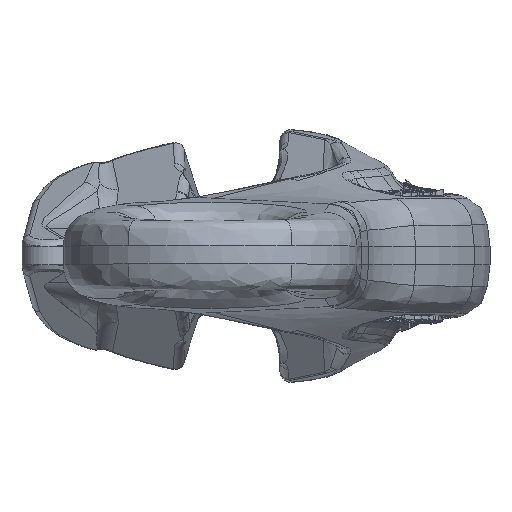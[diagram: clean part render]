
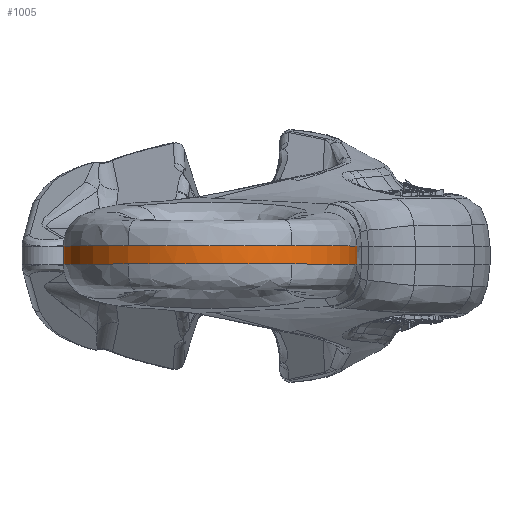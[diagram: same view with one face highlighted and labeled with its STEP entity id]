
A CAD part, top view. The second image highlights one B-rep face of the part: STEP entity #1005.
In plain terms, the highlighted cylindrical face has radius 19.634 mm (diameter 39.269 mm), a partial arc.
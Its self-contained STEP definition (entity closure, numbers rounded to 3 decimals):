
#92=CYLINDRICAL_SURFACE('',#11306,19.634);
#1005=ADVANCED_FACE('',(#1751),#92,.T.);
#1751=FACE_OUTER_BOUND('',#2397,.T.);
#2397=EDGE_LOOP('',(#4976,#4977,#4978,#4979,#4980,#4981,#4982,#4983));
#3419=B_SPLINE_CURVE_WITH_KNOTS('',3,(#20474,#20475,#20476,#20477,#20478,
#20479),.UNSPECIFIED.,.F.,.F.,(4,2,4),(0.,0.5,1.),.UNSPECIFIED.);
#3420=B_SPLINE_CURVE_WITH_KNOTS('',3,(#20482,#20483,#20484,#20485,#20486,
#20487),.UNSPECIFIED.,.F.,.F.,(4,2,4),(0.,0.5,1.),.UNSPECIFIED.);
#3421=B_SPLINE_CURVE_WITH_KNOTS('',3,(#20489,#20490,#20491,#20492,#20493,
#20494),.UNSPECIFIED.,.F.,.F.,(4,2,4),(0.,0.5,1.),.UNSPECIFIED.);
#3422=B_SPLINE_CURVE_WITH_KNOTS('',3,(#20498,#20499,#20500,#20501,#20502,
#20503,#20504),.UNSPECIFIED.,.F.,.F.,(4,1,1,1,4),(0.,0.25,0.5,0.75,1.),
 .UNSPECIFIED.);
#3423=B_SPLINE_CURVE_WITH_KNOTS('',3,(#20506,#20507,#20508,#20509,#20510,
#20511,#20512),.UNSPECIFIED.,.F.,.F.,(4,1,1,1,4),(0.,0.25,0.5,0.75,1.),
 .UNSPECIFIED.);
#3424=B_SPLINE_CURVE_WITH_KNOTS('',3,(#20514,#20515,#20516,#20517,#20518,
#20519,#20520),.UNSPECIFIED.,.F.,.F.,(4,1,1,1,4),(0.,0.25,0.5,0.75,1.),
 .UNSPECIFIED.);
#4976=ORIENTED_EDGE('',*,*,#9227,.T.);
#4977=ORIENTED_EDGE('',*,*,#9228,.T.);
#4978=ORIENTED_EDGE('',*,*,#9229,.T.);
#4979=ORIENTED_EDGE('',*,*,#9230,.T.);
#4980=ORIENTED_EDGE('',*,*,#9231,.F.);
#4981=ORIENTED_EDGE('',*,*,#9232,.F.);
#4982=ORIENTED_EDGE('',*,*,#9233,.F.);
#4983=ORIENTED_EDGE('',*,*,#9234,.F.);
#8024=VERTEX_POINT('',#20480);
#8025=VERTEX_POINT('',#20481);
#8026=VERTEX_POINT('',#20488);
#8027=VERTEX_POINT('',#20495);
#8028=VERTEX_POINT('',#20497);
#8029=VERTEX_POINT('',#20505);
#8030=VERTEX_POINT('',#20513);
#8031=VERTEX_POINT('',#20521);
#9227=EDGE_CURVE('',#8024,#8025,#3419,.T.);
#9228=EDGE_CURVE('',#8025,#8026,#3420,.T.);
#9229=EDGE_CURVE('',#8026,#8027,#3421,.T.);
#9230=EDGE_CURVE('',#8027,#8028,#10383,.T.);
#9231=EDGE_CURVE('',#8029,#8028,#3422,.T.);
#9232=EDGE_CURVE('',#8030,#8029,#3423,.T.);
#9233=EDGE_CURVE('',#8031,#8030,#3424,.T.);
#9234=EDGE_CURVE('',#8024,#8031,#10384,.T.);
#10383=LINE('',#20496,#10769);
#10384=LINE('',#20522,#10770);
#10769=VECTOR('',#12143,1.);
#10770=VECTOR('',#12144,1.);
#11306=AXIS2_PLACEMENT_3D('',#20523,#12145,#12146);
#12143=DIRECTION('',(0.,1.,0.));
#12144=DIRECTION('',(0.,1.,0.));
#12145=DIRECTION('',(0.,1.,0.));
#12146=DIRECTION('',(-1.,0.,0.));
#20474=CARTESIAN_POINT('',(-19.634,-1.212,-8.726));
#20475=CARTESIAN_POINT('',(-19.634,-1.212,-5.522));
#20476=CARTESIAN_POINT('',(-18.835,-1.212,-2.321));
#20477=CARTESIAN_POINT('',(-15.821,-1.212,3.335));
#20478=CARTESIAN_POINT('',(-13.609,-1.212,5.785));
#20479=CARTESIAN_POINT('',(-10.949,-1.212,7.572));
#20480=CARTESIAN_POINT('',(-19.634,-1.212,-8.726));
#20481=CARTESIAN_POINT('',(-10.949,-1.209,7.571));
#20482=CARTESIAN_POINT('',(-10.95,-1.206,7.571));
#20483=CARTESIAN_POINT('',(-7.736,-1.206,9.73));
#20484=CARTESIAN_POINT('',(-3.872,-1.206,10.908));
#20485=CARTESIAN_POINT('',(3.872,-1.206,10.908));
#20486=CARTESIAN_POINT('',(7.736,-1.206,9.73));
#20487=CARTESIAN_POINT('',(10.95,-1.206,7.571));
#20488=CARTESIAN_POINT('',(10.949,-1.209,7.571));
#20489=CARTESIAN_POINT('',(10.949,-1.212,7.572));
#20490=CARTESIAN_POINT('',(13.609,-1.212,5.785));
#20491=CARTESIAN_POINT('',(15.821,-1.212,3.335));
#20492=CARTESIAN_POINT('',(18.835,-1.212,-2.321));
#20493=CARTESIAN_POINT('',(19.634,-1.212,-5.522));
#20494=CARTESIAN_POINT('',(19.634,-1.212,-8.726));
#20495=CARTESIAN_POINT('',(19.634,-1.212,-8.726));
#20496=CARTESIAN_POINT('',(19.634,-36.36,-8.726));
#20497=CARTESIAN_POINT('',(19.634,1.212,-8.726));
#20498=CARTESIAN_POINT('',(10.949,1.212,7.572));
#20499=CARTESIAN_POINT('',(12.279,1.212,6.678));
#20500=CARTESIAN_POINT('',(14.719,1.212,4.564));
#20501=CARTESIAN_POINT('',(17.501,1.212,0.6));
#20502=CARTESIAN_POINT('',(19.24,1.212,-3.92));
#20503=CARTESIAN_POINT('',(19.634,1.212,-7.124));
#20504=CARTESIAN_POINT('',(19.634,1.212,-8.726));
#20505=CARTESIAN_POINT('',(10.949,1.209,7.571));
#20506=CARTESIAN_POINT('',(-10.949,1.212,7.571));
#20507=CARTESIAN_POINT('',(-9.342,1.212,8.65));
#20508=CARTESIAN_POINT('',(-5.807,1.212,10.331));
#20509=CARTESIAN_POINT('',(0.,1.212,11.197));
#20510=CARTESIAN_POINT('',(5.807,1.212,10.331));
#20511=CARTESIAN_POINT('',(9.342,1.212,8.65));
#20512=CARTESIAN_POINT('',(10.949,1.212,7.571));
#20513=CARTESIAN_POINT('',(-10.949,1.209,7.571));
#20514=CARTESIAN_POINT('',(-19.634,1.212,-8.726));
#20515=CARTESIAN_POINT('',(-19.634,1.212,-7.124));
#20516=CARTESIAN_POINT('',(-19.24,1.212,-3.92));
#20517=CARTESIAN_POINT('',(-17.501,1.212,0.6));
#20518=CARTESIAN_POINT('',(-14.719,1.212,4.564));
#20519=CARTESIAN_POINT('',(-12.279,1.212,6.678));
#20520=CARTESIAN_POINT('',(-10.949,1.212,7.572));
#20521=CARTESIAN_POINT('',(-19.634,1.212,-8.726));
#20522=CARTESIAN_POINT('',(-19.634,-36.36,-8.726));
#20523=CARTESIAN_POINT('',(0.,-36.36,-8.726));
